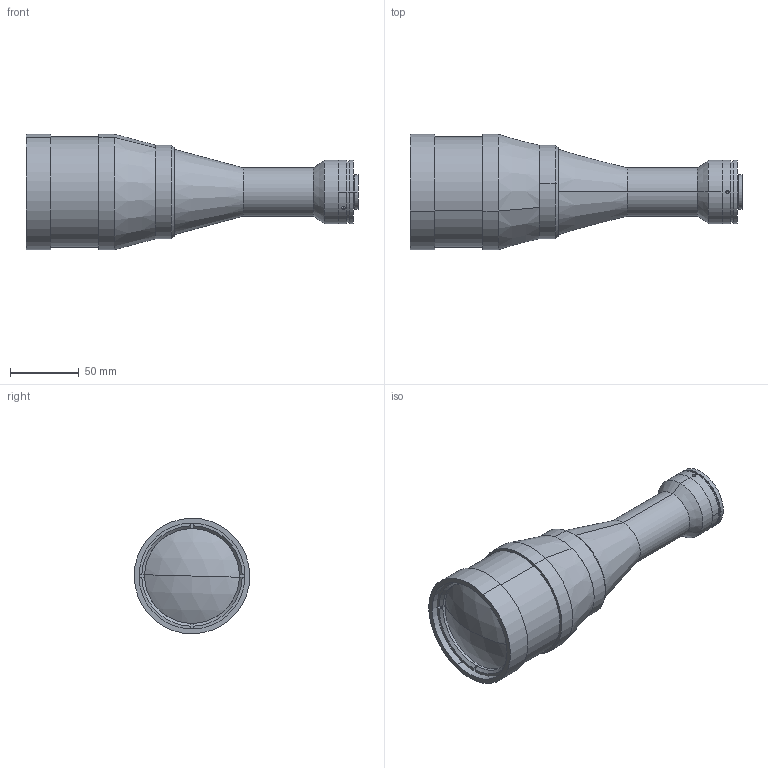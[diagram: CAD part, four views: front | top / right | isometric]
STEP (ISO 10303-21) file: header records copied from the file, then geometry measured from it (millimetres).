
FILE_DESCRIPTION (( 'STEP AP203' ), '1' );
FILE_NAME ('XF-5MDT0367X200-1C.STEP', '2015-07-29T08:22:42', ( 'Lxtx999.CoM' ), ( 'Lxtx999.CoM' ), 'SwSTEP 2.0', 'SolidWorks 2014', '' );
FILE_SCHEMA (( 'CONFIG_CONTROL_DESIGN' ));
Length unit declared in the file: millimetre
Products named in the file (1): XF-5MDT0367X200-1C
Bounding box: 241.36 x 83.99 x 83.99 mm (x, y, z)
Surface area: 65400.5 mm2 (no closed solid volume)
Topology: 0 solids, 9 shells, 83 faces, 200 edges, 129 vertices
Faces by surface type: cylinder 42, plane 27, cone 12, sphere 2
Entity records: 2707 total; most frequent: CARTESIAN_POINT 665, DIRECTION 454, ORIENTED_EDGE 346, EDGE_CURVE 200, AXIS2_PLACEMENT_3D 190, VERTEX_POINT 129, CIRCLE 106, EDGE_LOOP 97
